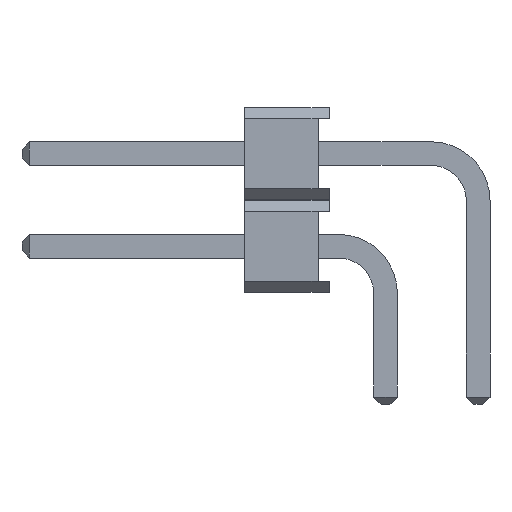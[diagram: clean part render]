
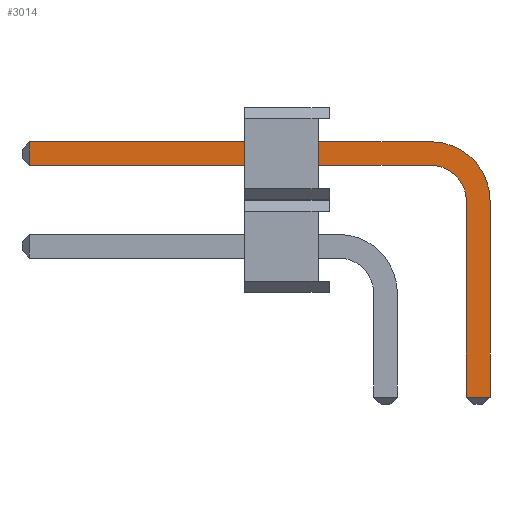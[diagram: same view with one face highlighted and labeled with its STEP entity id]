
A CAD part, left-side view. The second image highlights one B-rep face of the part: STEP entity #3014.
In plain terms, the highlighted planar face has unit normal (-1, 0, 0).
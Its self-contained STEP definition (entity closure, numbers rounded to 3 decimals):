
#81=CIRCLE('',#3243,0.95);
#82=CIRCLE('',#3244,1.59);
#190=FACE_OUTER_BOUND('',#374,.T.);
#374=EDGE_LOOP('',(#2361,#2362,#2363,#2364,#2365,#2366,#2367,#2368));
#663=LINE('',#4595,#1055);
#671=LINE('',#4612,#1063);
#674=LINE('',#4617,#1066);
#675=LINE('',#4622,#1067);
#676=LINE('',#4624,#1068);
#677=LINE('',#4626,#1069);
#1055=VECTOR('',#3756,1000.);
#1063=VECTOR('',#3772,1000.);
#1066=VECTOR('',#3777,10.);
#1067=VECTOR('',#3782,1000.);
#1068=VECTOR('',#3783,10.);
#1069=VECTOR('',#3784,1000.);
#1373=VERTEX_POINT('',#4582);
#1378=VERTEX_POINT('',#4593);
#1382=VERTEX_POINT('',#4607);
#1383=VERTEX_POINT('',#4611);
#1385=VERTEX_POINT('',#4619);
#1386=VERTEX_POINT('',#4621);
#1387=VERTEX_POINT('',#4623);
#1388=VERTEX_POINT('',#4625);
#1715=EDGE_CURVE('',#1373,#1378,#663,.T.);
#1723=EDGE_CURVE('',#1382,#1383,#671,.T.);
#1726=EDGE_CURVE('',#1373,#1382,#674,.T.);
#1727=EDGE_CURVE('',#1378,#1385,#81,.T.);
#1728=EDGE_CURVE('',#1385,#1386,#675,.T.);
#1729=EDGE_CURVE('',#1387,#1386,#676,.T.);
#1730=EDGE_CURVE('',#1388,#1387,#677,.T.);
#1731=EDGE_CURVE('',#1383,#1388,#82,.T.);
#2361=ORIENTED_EDGE('',*,*,#1726,.F.);
#2362=ORIENTED_EDGE('',*,*,#1715,.T.);
#2363=ORIENTED_EDGE('',*,*,#1727,.T.);
#2364=ORIENTED_EDGE('',*,*,#1728,.T.);
#2365=ORIENTED_EDGE('',*,*,#1729,.F.);
#2366=ORIENTED_EDGE('',*,*,#1730,.F.);
#2367=ORIENTED_EDGE('',*,*,#1731,.F.);
#2368=ORIENTED_EDGE('',*,*,#1723,.F.);
#2840=PLANE('',#3242);
#3014=ADVANCED_FACE('',(#190),#2840,.F.);
#3242=AXIS2_PLACEMENT_3D('',#4618,#3778,#3779);
#3243=AXIS2_PLACEMENT_3D('',#4620,#3780,#3781);
#3244=AXIS2_PLACEMENT_3D('',#4627,#3785,#3786);
#3756=DIRECTION('',(0.,-1.,0.));
#3772=DIRECTION('',(0.,-1.,0.));
#3777=DIRECTION('',(0.,0.,1.));
#3778=DIRECTION('center_axis',(1.,0.,0.));
#3779=DIRECTION('ref_axis',(0.,0.,-1.));
#3780=DIRECTION('center_axis',(1.,0.,0.));
#3781=DIRECTION('ref_axis',(0.,0.,1.));
#3782=DIRECTION('',(0.,0.,-1.));
#3783=DIRECTION('',(0.,1.,0.));
#3784=DIRECTION('',(0.,0.,-1.));
#3785=DIRECTION('center_axis',(1.,0.,0.));
#3786=DIRECTION('ref_axis',(0.,0.,1.));
#4582=CARTESIAN_POINT('',(-0.32,9.61,3.45));
#4593=CARTESIAN_POINT('',(-0.32,-1.23,3.45));
#4595=CARTESIAN_POINT('',(-0.32,-1.23,3.45));
#4607=CARTESIAN_POINT('',(-0.32,9.61,4.09));
#4611=CARTESIAN_POINT('',(-0.32,-1.23,4.09));
#4612=CARTESIAN_POINT('',(-0.32,-1.23,4.09));
#4617=CARTESIAN_POINT('',(-0.32,9.61,3.77));
#4618=CARTESIAN_POINT('Origin',(-0.32,-1.23,4.09));
#4619=CARTESIAN_POINT('',(-0.32,-2.18,2.5));
#4620=CARTESIAN_POINT('Origin',(-0.32,-1.23,2.5));
#4621=CARTESIAN_POINT('',(-0.32,-2.18,-2.8));
#4622=CARTESIAN_POINT('',(-0.32,-2.18,-0.5));
#4623=CARTESIAN_POINT('',(-0.32,-2.82,-2.8));
#4624=CARTESIAN_POINT('',(-0.32,-1.996,-2.8));
#4625=CARTESIAN_POINT('',(-0.32,-2.82,2.5));
#4626=CARTESIAN_POINT('',(-0.32,-2.82,-0.5));
#4627=CARTESIAN_POINT('Origin',(-0.32,-1.23,2.5));
